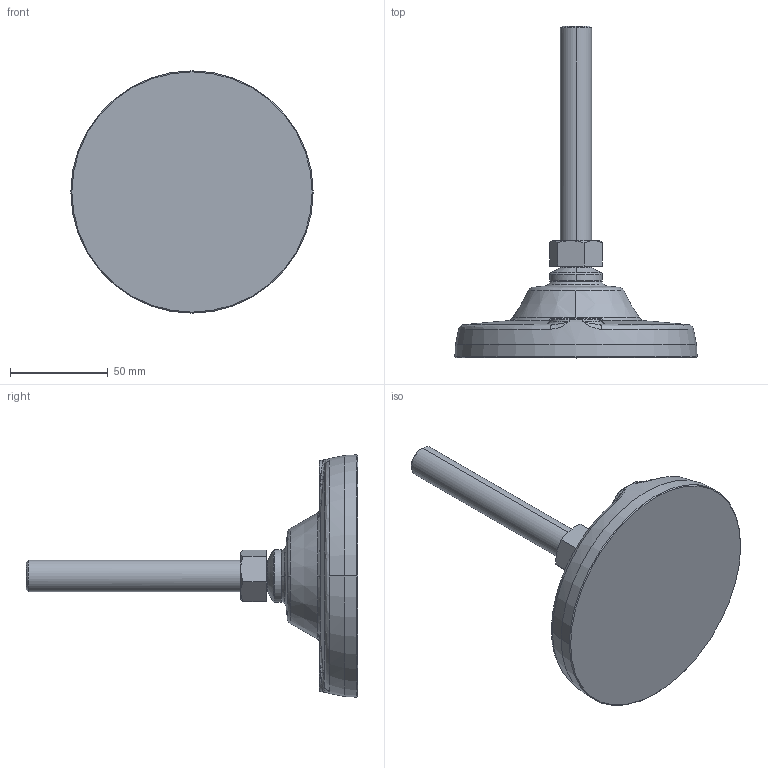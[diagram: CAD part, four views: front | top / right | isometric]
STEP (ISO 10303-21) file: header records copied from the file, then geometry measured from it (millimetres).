
FILE_DESCRIPTION (( 'STEP AP214' ), '1' );
FILE_NAME ('Rexnord-R0869 -618923.STEP', '2023-08-02T06:56:49', ( '' ), ( '' ), 'SwSTEP 2.0', 'SolidWorks 2022', '' );
FILE_SCHEMA (( 'AUTOMOTIVE_DESIGN' ));
Length unit declared in the file: millimetre
Products named in the file (3): Rexnord-R0869 -618923; Rexnord-R0869 -618923_M16; Rexnord-R0869 -618923_R0869
Assembly tree (2 placements, depth 2):
  Rexnord-R0869 -618923
    Rexnord-R0869 -618923_R0869
    Rexnord-R0869 -618923_M16
Bounding box: 124.15 x 170 x 124.15 mm (x, y, z)
Volume: 294488.9 mm3; surface area: 40546.2 mm2
Topology: 2 solids, 2 shells, 123 faces, 298 edges, 176 vertices
Faces by surface type: bspline 66, cone 24, plane 23, cylinder 10
Entity records: 7147 total; most frequent: CARTESIAN_POINT 3396, ORIENTED_EDGE 584, DIRECTION 348, EDGE_CURVE 292, VERTEX_POINT 176, AXIS2_PLACEMENT_3D 147, UNCERTAINTY_MEASURE_WITH_UNIT 130, EDGE_LOOP 128
